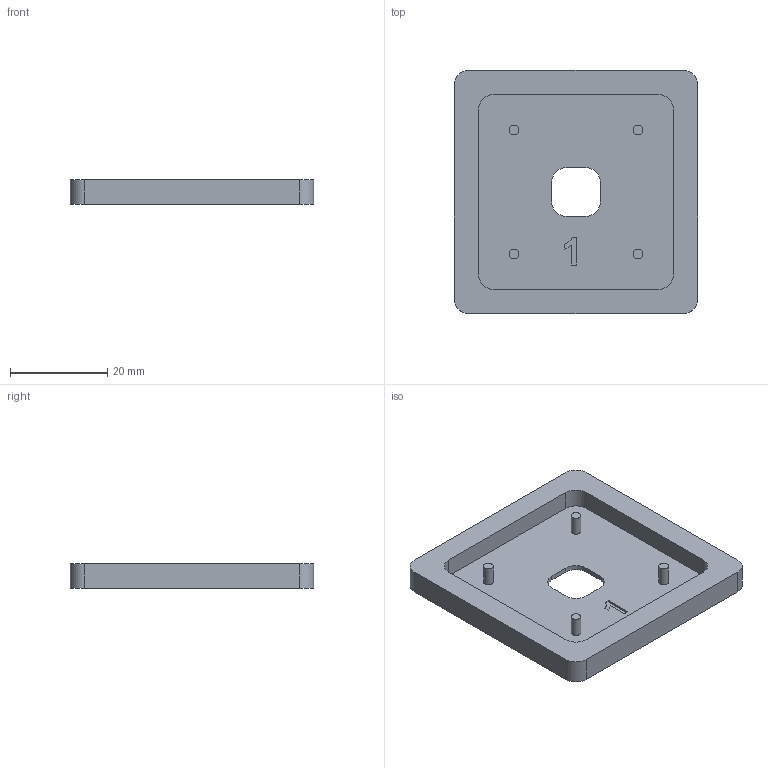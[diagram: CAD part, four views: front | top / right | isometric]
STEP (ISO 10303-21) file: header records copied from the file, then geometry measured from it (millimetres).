
FILE_DESCRIPTION(('FreeCAD Model'),'2;1');
FILE_NAME('Open CASCADE Shape Model','2022-05-10T10:52:52',('Author'),( ''),'Open CASCADE STEP processor 7.5','FreeCAD','Unknown');
FILE_SCHEMA(('AUTOMOTIVE_DESIGN { 1 0 10303 214 1 1 1 1 }'));
Length unit declared in the file: millimetre
Products named in the file (1): Glasklever
Bounding box: 50 x 50 x 5 mm (x, y, z)
Volume: 6047.2 mm3; surface area: 6535.7 mm2
Topology: 1 solids, 1 shells, 44 faces, 108 edges, 72 vertices
Faces by surface type: plane 25, cylinder 16, extrusion 3
Full cylindrical faces by diameter (mm): 2 x4
Entity records: 1336 total; most frequent: CARTESIAN_POINT 243, DIRECTION 221, ORIENTED_EDGE 216, EDGE_CURVE 108, AXIS2_PLACEMENT_3D 74, VECTOR 73, VERTEX_POINT 72, LINE 70
